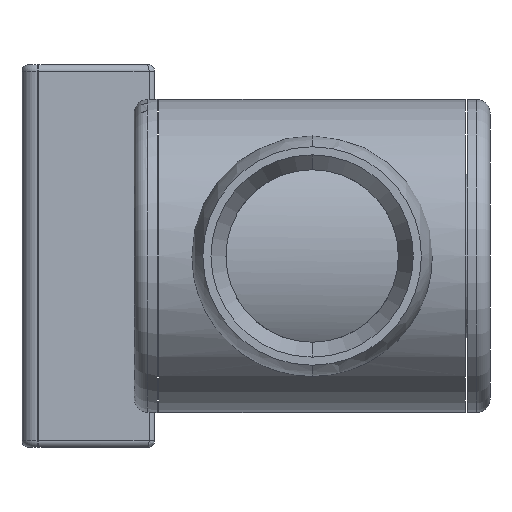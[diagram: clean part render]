
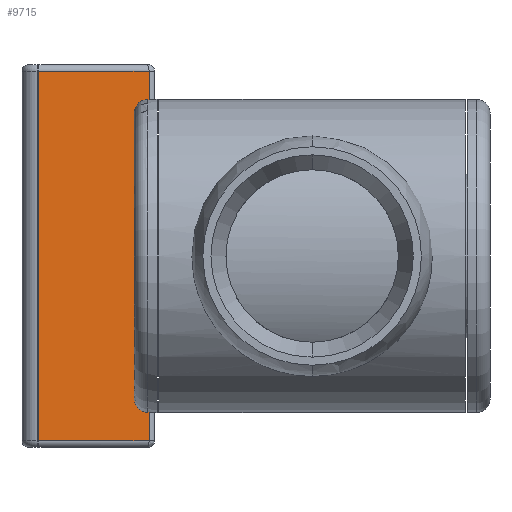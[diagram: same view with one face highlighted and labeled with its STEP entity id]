
A CAD part, left-side view. The second image highlights one B-rep face of the part: STEP entity #9715.
In plain terms, the highlighted planar face has unit normal (-0.997, -0.08, 0).
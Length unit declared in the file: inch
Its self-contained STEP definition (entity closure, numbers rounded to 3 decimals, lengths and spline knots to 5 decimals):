
#1 = VERTEX_POINT ( 'NONE', #9917 ) ;
#4 = EDGE_CURVE ( 'NONE', #1, #10987, #9916, .T. ) ;
#5 = EDGE_CURVE ( 'NONE', #101, #7, #9960, .T. ) ;
#7 = VERTEX_POINT ( 'NONE', #9959 ) ;
#101 = VERTEX_POINT ( 'NONE', #10682 ) ;
#102 = EDGE_CURVE ( 'NONE', #9635, #101, #10681, .T. ) ;
#432 = CARTESIAN_POINT ( 'NONE',  ( 1.19062, 0.815, 0.6546 ) ) ;
#433 = CARTESIAN_POINT ( 'NONE',  ( 1.19062, 0.815, -0.6546 ) ) ;
#434 = DIRECTION ( 'NONE',  ( 0., 0., 1. ) ) ;
#435 = VECTOR ( 'NONE', #434, 39.37008 ) ;
#436 = CARTESIAN_POINT ( 'NONE',  ( 1.19062, 0.815, 0. ) ) ;
#437 = LINE ( 'NONE', #436, #435 ) ;
#620 = CARTESIAN_POINT ( 'NONE',  ( 1.19609, 0.74717, 0.847 ) ) ;
#640 = DIRECTION ( 'NONE',  ( -0.08, 0.997, 0. ) ) ;
#641 = DIRECTION ( 'NONE',  ( 0.997, 0.08, 0. ) ) ;
#642 = CARTESIAN_POINT ( 'NONE',  ( 1.15523, 1.25387, 0.877 ) ) ;
#643 = AXIS2_PLACEMENT_3D ( 'NONE', #642, #641, #640 ) ;
#644 = PLANE ( 'NONE',  #643 ) ;
#645 = FACE_OUTER_BOUND ( 'NONE', #9714, .T. ) ;
#646 = DIRECTION ( 'NONE',  ( 0.08, -0.997, 0. ) ) ;
#647 = VECTOR ( 'NONE', #646, 39.37008 ) ;
#648 = CARTESIAN_POINT ( 'NONE',  ( 1.15523, 1.25387, -0.847 ) ) ;
#652 = LINE ( 'NONE', #648, #647 ) ;
#660 = DIRECTION ( 'NONE',  ( 0., 0., -1. ) ) ;
#661 = VECTOR ( 'NONE', #660, 39.37008 ) ;
#662 = CARTESIAN_POINT ( 'NONE',  ( 1.19609, 0.74717, 0.877 ) ) ;
#663 = LINE ( 'NONE', #662, #661 ) ;
#680 = CARTESIAN_POINT ( 'NONE',  ( 1.19609, 0.74717, -0.847 ) ) ;
#681 = DIRECTION ( 'NONE',  ( 0., 0., -1. ) ) ;
#682 = VECTOR ( 'NONE', #681, 39.37008 ) ;
#683 = CARTESIAN_POINT ( 'NONE',  ( 1.19609, 0.74717, 0.877 ) ) ;
#684 = LINE ( 'NONE', #683, #682 ) ;
#2141 = DIRECTION ( 'NONE',  ( -0.08, 0.997, 0. ) ) ;
#2142 = VECTOR ( 'NONE', #2141, 39.37008 ) ;
#2143 = CARTESIAN_POINT ( 'NONE',  ( 1.15523, 1.25387, 0.847 ) ) ;
#2144 = LINE ( 'NONE', #2143, #2142 ) ;
#7582 = CARTESIAN_POINT ( 'NONE',  ( 1.19125, 0.80718, -0.68588 ) ) ;
#7583 = CARTESIAN_POINT ( 'NONE',  ( 1.19163, 0.80256, -0.69282 ) ) ;
#7584 = CARTESIAN_POINT ( 'NONE',  ( 1.19232, 0.79398, -0.70144 ) ) ;
#7585 = CARTESIAN_POINT ( 'NONE',  ( 1.19258, 0.79079, -0.70407 ) ) ;
#7586 = CARTESIAN_POINT ( 'NONE',  ( 1.19312, 0.78405, -0.7086 ) ) ;
#7587 = CARTESIAN_POINT ( 'NONE',  ( 1.19341, 0.78049, -0.71052 ) ) ;
#7588 = CARTESIAN_POINT ( 'NONE',  ( 1.19401, 0.77299, -0.71366 ) ) ;
#7589 = CARTESIAN_POINT ( 'NONE',  ( 1.19433, 0.76905, -0.71487 ) ) ;
#7590 = CARTESIAN_POINT ( 'NONE',  ( 1.19497, 0.76113, -0.71647 ) ) ;
#7591 = CARTESIAN_POINT ( 'NONE',  ( 1.19529, 0.7571, -0.71688 ) ) ;
#7592 = CARTESIAN_POINT ( 'NONE',  ( 1.19562, 0.753, -0.7169 ) ) ;
#7595 = B_SPLINE_CURVE_WITH_KNOTS ( 'NONE', 3,
 ( #7592, #7591, #7590, #7589, #7588, #7587, #7586, #7585, #7584, #7583, #7582, #7627, #7626, #7625 ),
 .UNSPECIFIED., .F., .F.,
 ( 4, 2, 2, 2, 2, 2, 4 ),
 ( 0., 0.00031, 0.00062, 0.00093, 0.00124, 0.00185, 0.00247 ),
 .UNSPECIFIED. ) ;
#7596 = CARTESIAN_POINT ( 'NONE',  ( 1.19562, 0.753, -0.7169 ) ) ;
#7625 = CARTESIAN_POINT ( 'NONE',  ( 1.19062, 0.815, -0.6546 ) ) ;
#7626 = CARTESIAN_POINT ( 'NONE',  ( 1.19062, 0.815, -0.66271 ) ) ;
#7627 = CARTESIAN_POINT ( 'NONE',  ( 1.19075, 0.81337, -0.6709 ) ) ;
#8779 = VERTEX_POINT ( 'NONE', #9276 ) ;
#8790 = VERTEX_POINT ( 'NONE', #9338 ) ;
#8795 = EDGE_CURVE ( 'NONE', #8790, #8779, #9337, .T. ) ;
#9276 = CARTESIAN_POINT ( 'NONE',  ( 1.15523, 1.25387, -0.847 ) ) ;
#9334 = DIRECTION ( 'NONE',  ( 0., 0., -1. ) ) ;
#9335 = VECTOR ( 'NONE', #9334, 39.37008 ) ;
#9336 = CARTESIAN_POINT ( 'NONE',  ( 1.15523, 1.25387, 0.877 ) ) ;
#9337 = LINE ( 'NONE', #9336, #9335 ) ;
#9338 = CARTESIAN_POINT ( 'NONE',  ( 1.15523, 1.25387, 0.847 ) ) ;
#9632 = EDGE_CURVE ( 'NONE', #9634, #9635, #437, .T. ) ;
#9634 = VERTEX_POINT ( 'NONE', #433 ) ;
#9635 = VERTEX_POINT ( 'NONE', #432 ) ;
#9679 = VERTEX_POINT ( 'NONE', #620 ) ;
#9711 = ORIENTED_EDGE ( 'NONE', *, *, #9737, .F. ) ;
#9712 = EDGE_CURVE ( 'NONE', #8779, #9738, #652, .T. ) ;
#9713 = ORIENTED_EDGE ( 'NONE', *, *, #9712, .T. ) ;
#9714 = EDGE_LOOP ( 'NONE', ( #10920, #9713, #9711, #9794, #9795, #9793, #9792, #9791, #9790, #9788 ) ) ;
#9715 = ADVANCED_FACE ( 'NONE', ( #645 ), #644, .F. ) ;
#9737 = EDGE_CURVE ( 'NONE', #1, #9738, #684, .T. ) ;
#9738 = VERTEX_POINT ( 'NONE', #680 ) ;
#9750 = EDGE_CURVE ( 'NONE', #9679, #7, #663, .T. ) ;
#9788 = ORIENTED_EDGE ( 'NONE', *, *, #9789, .T. ) ;
#9789 = EDGE_CURVE ( 'NONE', #9679, #8790, #2144, .T. ) ;
#9790 = ORIENTED_EDGE ( 'NONE', *, *, #9750, .F. ) ;
#9791 = ORIENTED_EDGE ( 'NONE', *, *, #5, .T. ) ;
#9792 = ORIENTED_EDGE ( 'NONE', *, *, #102, .T. ) ;
#9793 = ORIENTED_EDGE ( 'NONE', *, *, #9632, .T. ) ;
#9794 = ORIENTED_EDGE ( 'NONE', *, *, #4, .T. ) ;
#9795 = ORIENTED_EDGE ( 'NONE', *, *, #10986, .T. ) ;
#9916 =( BOUNDED_CURVE ( )  B_SPLINE_CURVE ( 3, ( #9964, #9963, #9962, #9961 ),
 .UNSPECIFIED., .F., .T. ) 
 B_SPLINE_CURVE_WITH_KNOTS ( ( 4, 4 ),
 ( 4.75269, 4.75334 ),
 .UNSPECIFIED. ) 
 CURVE ( )  GEOMETRIC_REPRESENTATION_ITEM ( )  RATIONAL_B_SPLINE_CURVE ( ( 1., 1., 1., 1. ) ) 
 REPRESENTATION_ITEM ( '' )  );
#9917 = CARTESIAN_POINT ( 'NONE',  ( 1.19609, 0.74717, -0.71692 ) ) ;
#9955 = CARTESIAN_POINT ( 'NONE',  ( 1.19609, 0.74717, 0.71692 ) ) ;
#9956 = CARTESIAN_POINT ( 'NONE',  ( 1.19594, 0.74911, 0.71691 ) ) ;
#9957 = CARTESIAN_POINT ( 'NONE',  ( 1.19578, 0.75106, 0.7169 ) ) ;
#9958 = CARTESIAN_POINT ( 'NONE',  ( 1.19562, 0.753, 0.7169 ) ) ;
#9959 = CARTESIAN_POINT ( 'NONE',  ( 1.19609, 0.74717, 0.71692 ) ) ;
#9960 =( BOUNDED_CURVE ( )  B_SPLINE_CURVE ( 3, ( #9958, #9957, #9956, #9955 ),
 .UNSPECIFIED., .F., .F. ) 
 B_SPLINE_CURVE_WITH_KNOTS ( ( 4, 4 ),
 ( 1.52984, 1.5305 ),
 .UNSPECIFIED. ) 
 CURVE ( )  GEOMETRIC_REPRESENTATION_ITEM ( )  RATIONAL_B_SPLINE_CURVE ( ( 1., 1., 1., 1. ) ) 
 REPRESENTATION_ITEM ( '' )  );
#9961 = CARTESIAN_POINT ( 'NONE',  ( 1.19562, 0.753, -0.7169 ) ) ;
#9962 = CARTESIAN_POINT ( 'NONE',  ( 1.19578, 0.75106, -0.7169 ) ) ;
#9963 = CARTESIAN_POINT ( 'NONE',  ( 1.19594, 0.74911, -0.71691 ) ) ;
#9964 = CARTESIAN_POINT ( 'NONE',  ( 1.19609, 0.74717, -0.71692 ) ) ;
#10679 = CARTESIAN_POINT ( 'NONE',  ( 1.19062, 0.815, 0.6546 ) ) ;
#10681 = B_SPLINE_CURVE_WITH_KNOTS ( 'NONE', 3,
 ( #10679, #10745, #10744, #10743, #10742, #10741, #10740, #10739, #10738, #10737, #10736, #10735, #10734, #10733, #10732, #10731 ),
 .UNSPECIFIED., .F., .F.,
 ( 4, 2, 2, 2, 2, 2, 2, 4 ),
 ( 0.00246, 0.00277, 0.00308, 0.00339, 0.0037, 0.00401, 0.00432, 0.00493 ),
 .UNSPECIFIED. ) ;
#10682 = CARTESIAN_POINT ( 'NONE',  ( 1.19562, 0.753, 0.7169 ) ) ;
#10731 = CARTESIAN_POINT ( 'NONE',  ( 1.19562, 0.753, 0.7169 ) ) ;
#10732 = CARTESIAN_POINT ( 'NONE',  ( 1.19496, 0.76119, 0.71687 ) ) ;
#10733 = CARTESIAN_POINT ( 'NONE',  ( 1.19431, 0.76924, 0.71523 ) ) ;
#10734 = CARTESIAN_POINT ( 'NONE',  ( 1.19341, 0.78049, 0.71052 ) ) ;
#10735 = CARTESIAN_POINT ( 'NONE',  ( 1.19311, 0.78411, 0.70857 ) ) ;
#10736 = CARTESIAN_POINT ( 'NONE',  ( 1.19257, 0.79081, 0.70405 ) ) ;
#10737 = CARTESIAN_POINT ( 'NONE',  ( 1.19232, 0.79394, 0.70148 ) ) ;
#10738 = CARTESIAN_POINT ( 'NONE',  ( 1.19185, 0.79973, 0.69566 ) ) ;
#10739 = CARTESIAN_POINT ( 'NONE',  ( 1.19165, 0.80229, 0.69252 ) ) ;
#10740 = CARTESIAN_POINT ( 'NONE',  ( 1.19129, 0.80678, 0.68579 ) ) ;
#10741 = CARTESIAN_POINT ( 'NONE',  ( 1.19113, 0.80872, 0.68215 ) ) ;
#10742 = CARTESIAN_POINT ( 'NONE',  ( 1.19088, 0.81183, 0.67462 ) ) ;
#10743 = CARTESIAN_POINT ( 'NONE',  ( 1.19078, 0.81301, 0.67074 ) ) ;
#10744 = CARTESIAN_POINT ( 'NONE',  ( 1.19066, 0.81459, 0.66277 ) ) ;
#10745 = CARTESIAN_POINT ( 'NONE',  ( 1.19062, 0.815, 0.65865 ) ) ;
#10920 = ORIENTED_EDGE ( 'NONE', *, *, #8795, .T. ) ;
#10986 = EDGE_CURVE ( 'NONE', #10987, #9634, #7595, .T. ) ;
#10987 = VERTEX_POINT ( 'NONE', #7596 ) ;
